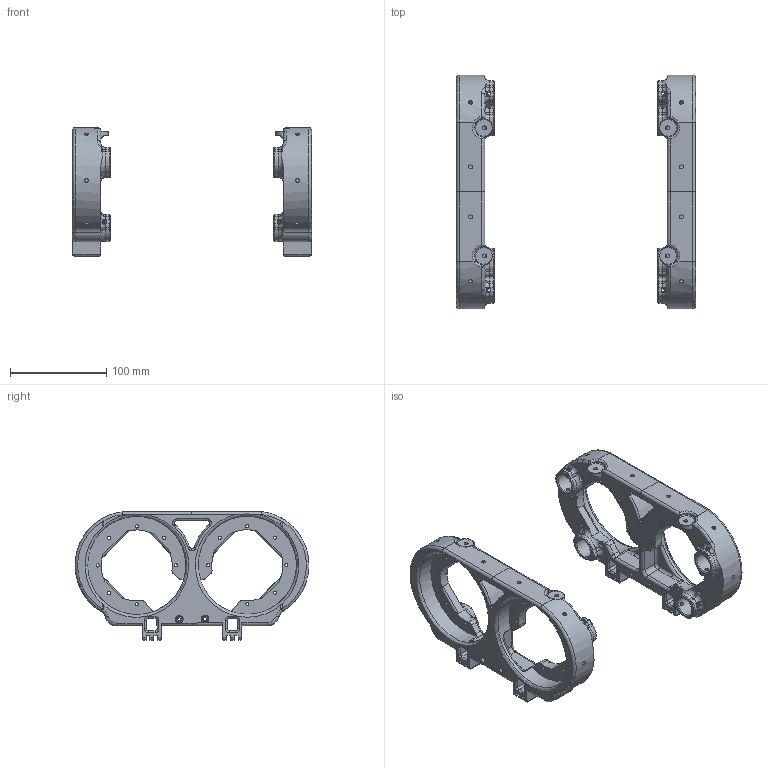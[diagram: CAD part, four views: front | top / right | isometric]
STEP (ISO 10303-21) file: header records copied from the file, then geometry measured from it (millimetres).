
FILE_DESCRIPTION(/* description */ (''),/* implementation_level */ '2;1');
FILE_NAME(/* name */ 'front_back_body_parts.step',/* time_stamp */ '2022-02-09T19:36:30+01:00',/* author */ (''),/* organization */ (''),/* preprocessor_version */ 'ST-DEVELOPER v18.1',/* originating_system */ 'Autodesk Translation Framework v10.13.0.1454',/* authorisation */ '');
FILE_SCHEMA (('AUTOMOTIVE_DESIGN { 1 0 10303 214 3 1 1 }'));
Length unit declared in the file: millimetre
Products named in the file (2): (Non enregistré); body_black
Assembly tree (1 placements, depth 2):
  (Non enregistré)
    body_black
Bounding box: 248.5 x 243.07 x 133.78 mm (x, y, z)
Volume: 625896.5 mm3; surface area: 172753.6 mm2
Topology: 2 solids, 2 shells, 1054 faces, 2722 edges, 1696 vertices
Faces by surface type: cylinder 484, torus 252, plane 230, bspline 88
Full cylindrical faces by diameter (mm): 3.2 x12, 3.3 x28, 4 x32, 6 x4, 6.2 x28, 20.4 x8, 102 x4
Entity records: 37477 total; most frequent: CARTESIAN_POINT 11610, DIRECTION 5538, ORIENTED_EDGE 5444, EDGE_CURVE 2722, AXIS2_PLACEMENT_3D 2332, VERTEX_POINT 1696, CIRCLE 1354, EDGE_LOOP 1202
